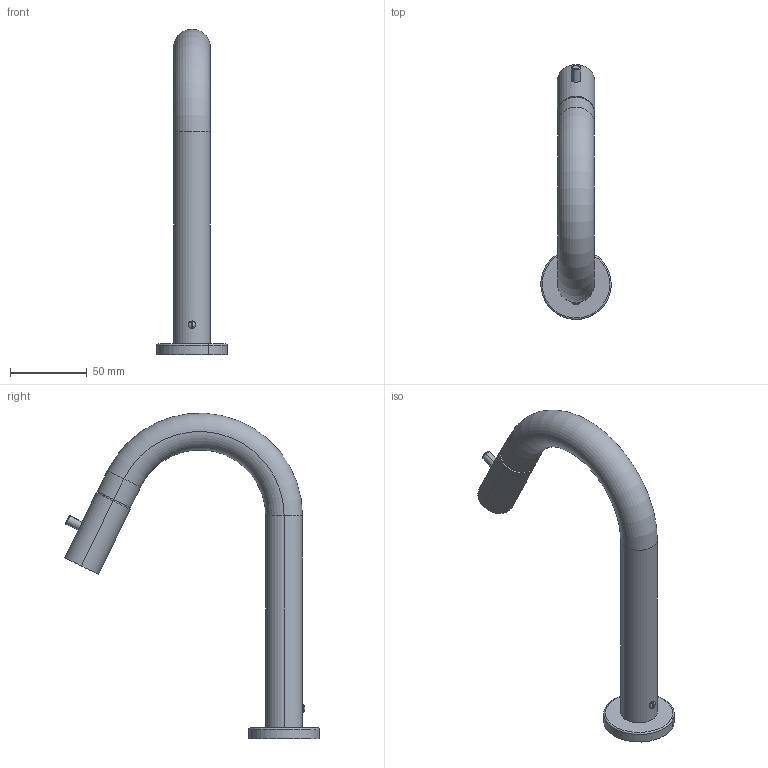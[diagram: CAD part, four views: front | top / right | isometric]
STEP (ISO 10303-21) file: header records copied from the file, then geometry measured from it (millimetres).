
FILE_DESCRIPTION(('CATIA V5 STEP Exchange','CAx-IF Rec.Pracs.--- Model Styling and Organization---1.5--- 2016-08-15','CAx-IF Rec.Pracs.---Supplemental Geometry---1.0---2011-11-01','CAx-IF Rec.Pracs.--- Composite Materials ---3.4---2017-06-13','CAx-IF Rec.Pracs.---Tessellated 3D Geometry---1.0---2015-12-17'),'2;1');
FILE_NAME('LM000910.stp','2023-01-31T08:29:01+00:00',('none'),('none'),'CATIA Version 5-6 Release 2020 SP2','CATIA V5 STEP AP242 v2','none');
FILE_SCHEMA(('AP242_MANAGED_MODEL_BASED_3D_ENGINEERING_MIM_LF {1 0 10303 442 1 1 4}'));
Length unit declared in the file: millimetre
Products named in the file (1): PR.0369.00_AllCATPart
Bounding box: 45.99 x 166.13 x 212.24 mm (x, y, z)
Volume: 163667.2 mm3; surface area: 34565.1 mm2
Topology: 2 solids, 6 shells, 116 faces, 256 edges, 163 vertices
Faces by surface type: cylinder 50, plane 38, cone 18, torus 6, bspline 2, sphere 2
Entity records: 3180 total; most frequent: CARTESIAN_POINT 815, ORIENTED_EDGE 508, DIRECTION 370, EDGE_CURVE 254, AXIS2_PLACEMENT_3D 202, VERTEX_POINT 163, EDGE_LOOP 133, CIRCLE 126
